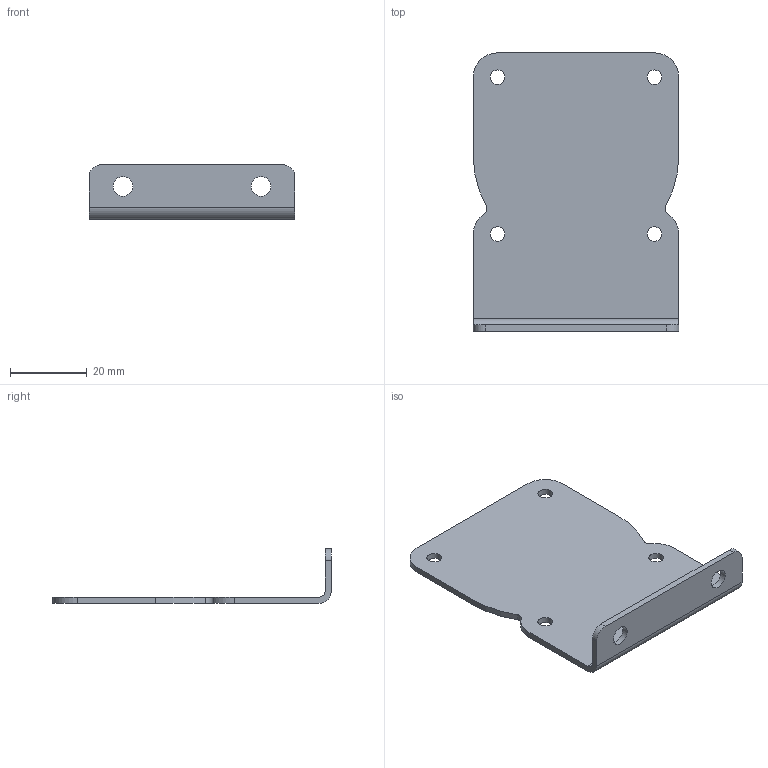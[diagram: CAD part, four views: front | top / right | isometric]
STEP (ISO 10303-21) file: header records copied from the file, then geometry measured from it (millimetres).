
FILE_DESCRIPTION(/* description */ ('AIR COMPRESSOR MOUNT 2'),/* implementation_level */ '2;1');
FILE_NAME(/* name */ 'Pneumatics_VIAIR_0090_01.ipt.stp',/* time_stamp */ '2016-01-07T16:47:48-08:00',/* author */ ('s-2512184'),/* organization */ (''),/* preprocessor_version */ 'ST-DEVELOPER v16.1',/* originating_system */ 'Autodesk Inventor 2016',/* authorisation */ '');
FILE_SCHEMA (('AUTOMOTIVE_DESIGN { 1 0 10303 214 3 1 1 }'));
Length unit declared in the file: inch
Products named in the file (1): Pneumatics_VIAIR_0090_01
Bounding box: 53.59 x 72.54 x 14.29 mm (x, y, z)
Volume: 6919.7 mm3; surface area: 9264.7 mm2
Topology: 1 solids, 1 shells, 28 faces, 84 edges, 58 vertices
Faces by surface type: cylinder 18, plane 10
Full cylindrical faces by diameter (mm): 3.81 x4, 5.105 x2
Entity records: 938 total; most frequent: DIRECTION 166, CARTESIAN_POINT 153, ORIENTED_EDGE 144, EDGE_CURVE 72, AXIS2_PLACEMENT_3D 65, VERTEX_POINT 52, EDGE_LOOP 46, LINE 36
